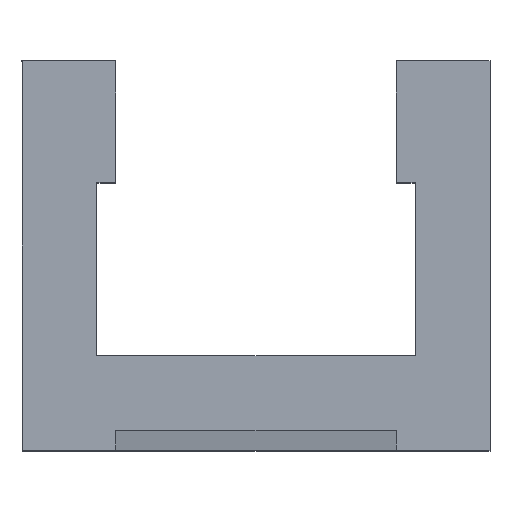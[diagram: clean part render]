
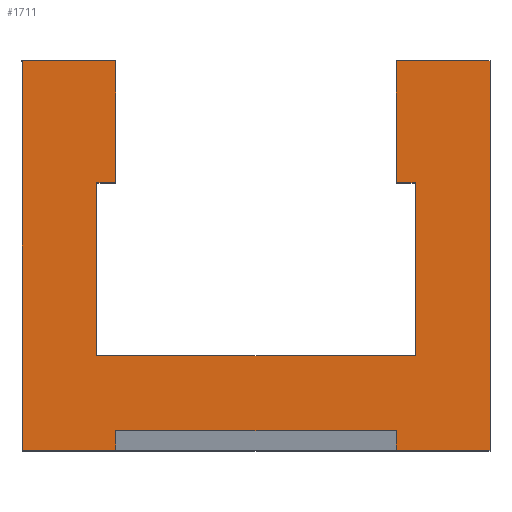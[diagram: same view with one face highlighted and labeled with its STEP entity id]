
A CAD part, top view. The second image highlights one B-rep face of the part: STEP entity #1711.
In plain terms, the highlighted planar face has unit normal (0, 0, 1).
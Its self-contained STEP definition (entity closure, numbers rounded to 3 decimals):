
#1681=AXIS2_PLACEMENT_3D('Plane Axis2P3D',#1678,#1679,#1680) ;
#292=CARTESIAN_POINT('Vertex',(49.079,-275.929,1434.491)) ;
#295=CARTESIAN_POINT('Line Origine',(66.079,-275.929,1434.491)) ;
#299=CARTESIAN_POINT('Vertex',(83.079,-275.929,1434.491)) ;
#880=CARTESIAN_POINT('Line Origine',(51.079,-250.929,1434.491)) ;
#884=CARTESIAN_POINT('Vertex',(51.079,-244.429,1434.491)) ;
#886=CARTESIAN_POINT('Vertex',(51.079,-257.429,1434.491)) ;
#915=CARTESIAN_POINT('Line Origine',(81.079,-250.929,1434.491)) ;
#919=CARTESIAN_POINT('Vertex',(81.079,-257.429,1434.491)) ;
#921=CARTESIAN_POINT('Vertex',(81.079,-244.429,1434.491)) ;
#954=CARTESIAN_POINT('Vertex',(83.079,-257.429,1434.491)) ;
#959=CARTESIAN_POINT('Line Origine',(82.079,-257.429,1434.491)) ;
#981=CARTESIAN_POINT('Line Origine',(83.079,-266.679,1434.491)) ;
#1004=CARTESIAN_POINT('Vertex',(49.079,-257.429,1434.491)) ;
#1007=CARTESIAN_POINT('Line Origine',(49.079,-266.679,1434.491)) ;
#1019=CARTESIAN_POINT('Line Origine',(50.079,-257.429,1434.491)) ;
#1049=CARTESIAN_POINT('Vertex',(51.079,-283.929,1434.491)) ;
#1052=CARTESIAN_POINT('Line Origine',(51.079,-284.979,1434.491)) ;
#1056=CARTESIAN_POINT('Vertex',(51.079,-286.029,1434.491)) ;
#1084=CARTESIAN_POINT('Vertex',(81.079,-286.029,1434.491)) ;
#1087=CARTESIAN_POINT('Line Origine',(81.079,-284.979,1434.491)) ;
#1091=CARTESIAN_POINT('Vertex',(81.079,-283.929,1434.491)) ;
#1122=CARTESIAN_POINT('Vertex',(41.079,-244.429,1434.491)) ;
#1125=CARTESIAN_POINT('Line Origine',(46.079,-244.429,1434.491)) ;
#1176=CARTESIAN_POINT('Vertex',(41.079,-286.029,1434.491)) ;
#1204=CARTESIAN_POINT('Vertex',(91.079,-286.029,1434.491)) ;
#1207=CARTESIAN_POINT('Line Origine',(86.079,-286.029,1434.491)) ;
#1217=CARTESIAN_POINT('Line Origine',(46.079,-286.029,1434.491)) ;
#1557=CARTESIAN_POINT('Line Origine',(66.079,-283.929,1434.491)) ;
#1616=CARTESIAN_POINT('Line Origine',(86.079,-244.429,1434.491)) ;
#1620=CARTESIAN_POINT('Vertex',(91.079,-244.429,1434.491)) ;
#1678=CARTESIAN_POINT('Axis2P3D Location',(66.079,-285.929,1434.491)) ;
#1683=CARTESIAN_POINT('Line Origine',(91.079,-265.229,1434.491)) ;
#1688=CARTESIAN_POINT('Line Origine',(41.079,-265.229,1434.491)) ;
#296=DIRECTION('Vector Direction',(-1.,0.,0.)) ;
#881=DIRECTION('Vector Direction',(0.,1.,0.)) ;
#916=DIRECTION('Vector Direction',(0.,-1.,0.)) ;
#960=DIRECTION('Vector Direction',(-1.,0.,0.)) ;
#982=DIRECTION('Vector Direction',(0.,-1.,0.)) ;
#1008=DIRECTION('Vector Direction',(0.,1.,0.)) ;
#1020=DIRECTION('Vector Direction',(-1.,0.,0.)) ;
#1053=DIRECTION('Vector Direction',(0.,1.,0.)) ;
#1088=DIRECTION('Vector Direction',(0.,-1.,0.)) ;
#1126=DIRECTION('Vector Direction',(1.,0.,0.)) ;
#1208=DIRECTION('Vector Direction',(-1.,0.,0.)) ;
#1218=DIRECTION('Vector Direction',(-1.,0.,0.)) ;
#1558=DIRECTION('Vector Direction',(1.,0.,0.)) ;
#1617=DIRECTION('Vector Direction',(1.,0.,0.)) ;
#1679=DIRECTION('Axis2P3D Direction',(0.,0.,-1.)) ;
#1680=DIRECTION('Axis2P3D XDirection',(0.,1.,0.)) ;
#1684=DIRECTION('Vector Direction',(0.,-1.,0.)) ;
#1689=DIRECTION('Vector Direction',(0.,1.,0.)) ;
#297=VECTOR('Line Direction',#296,1.) ;
#882=VECTOR('Line Direction',#881,1.) ;
#917=VECTOR('Line Direction',#916,1.) ;
#961=VECTOR('Line Direction',#960,1.) ;
#983=VECTOR('Line Direction',#982,1.) ;
#1009=VECTOR('Line Direction',#1008,1.) ;
#1021=VECTOR('Line Direction',#1020,1.) ;
#1054=VECTOR('Line Direction',#1053,1.) ;
#1089=VECTOR('Line Direction',#1088,1.) ;
#1127=VECTOR('Line Direction',#1126,1.) ;
#1209=VECTOR('Line Direction',#1208,1.) ;
#1219=VECTOR('Line Direction',#1218,1.) ;
#1559=VECTOR('Line Direction',#1558,1.) ;
#1618=VECTOR('Line Direction',#1617,1.) ;
#1685=VECTOR('Line Direction',#1684,1.) ;
#1690=VECTOR('Line Direction',#1689,1.) ;
#1694=ORIENTED_EDGE('',*,*,#1093,.T.) ;
#1695=ORIENTED_EDGE('',*,*,#1211,.F.) ;
#1696=ORIENTED_EDGE('',*,*,#1687,.F.) ;
#1697=ORIENTED_EDGE('',*,*,#1622,.F.) ;
#1698=ORIENTED_EDGE('',*,*,#923,.F.) ;
#1699=ORIENTED_EDGE('',*,*,#963,.F.) ;
#1700=ORIENTED_EDGE('',*,*,#985,.F.) ;
#1701=ORIENTED_EDGE('',*,*,#301,.F.) ;
#1702=ORIENTED_EDGE('',*,*,#1011,.F.) ;
#1703=ORIENTED_EDGE('',*,*,#1023,.F.) ;
#1704=ORIENTED_EDGE('',*,*,#888,.F.) ;
#1705=ORIENTED_EDGE('',*,*,#1129,.F.) ;
#1706=ORIENTED_EDGE('',*,*,#1692,.F.) ;
#1707=ORIENTED_EDGE('',*,*,#1221,.F.) ;
#1708=ORIENTED_EDGE('',*,*,#1058,.T.) ;
#1709=ORIENTED_EDGE('',*,*,#1561,.F.) ;
#1711=ADVANCED_FACE('PartBody',(#1710),#1682,.F.) ;
#301=EDGE_CURVE('',#293,#300,#298,.F.) ;
#888=EDGE_CURVE('',#885,#887,#883,.F.) ;
#923=EDGE_CURVE('',#920,#922,#918,.F.) ;
#963=EDGE_CURVE('',#955,#920,#962,.T.) ;
#985=EDGE_CURVE('',#300,#955,#984,.F.) ;
#1011=EDGE_CURVE('',#1005,#293,#1010,.F.) ;
#1023=EDGE_CURVE('',#887,#1005,#1022,.T.) ;
#1058=EDGE_CURVE('',#1057,#1050,#1055,.T.) ;
#1093=EDGE_CURVE('',#1092,#1085,#1090,.T.) ;
#1129=EDGE_CURVE('',#1123,#885,#1128,.T.) ;
#1211=EDGE_CURVE('',#1205,#1085,#1210,.T.) ;
#1221=EDGE_CURVE('',#1057,#1177,#1220,.T.) ;
#1561=EDGE_CURVE('',#1092,#1050,#1560,.F.) ;
#1622=EDGE_CURVE('',#922,#1621,#1619,.T.) ;
#1687=EDGE_CURVE('',#1621,#1205,#1686,.T.) ;
#1692=EDGE_CURVE('',#1177,#1123,#1691,.T.) ;
#1693=EDGE_LOOP('',(#1694,#1695,#1696,#1697,#1698,#1699,#1700,#1701,#1702,#1703,#1704,#1705,#1706,#1707,#1708,#1709)) ;
#1710=FACE_OUTER_BOUND('',#1693,.T.) ;
#298=LINE('Line',#295,#297) ;
#883=LINE('Line',#880,#882) ;
#918=LINE('Line',#915,#917) ;
#962=LINE('Line',#959,#961) ;
#984=LINE('Line',#981,#983) ;
#1010=LINE('Line',#1007,#1009) ;
#1022=LINE('Line',#1019,#1021) ;
#1055=LINE('Line',#1052,#1054) ;
#1090=LINE('Line',#1087,#1089) ;
#1128=LINE('Line',#1125,#1127) ;
#1210=LINE('Line',#1207,#1209) ;
#1220=LINE('Line',#1217,#1219) ;
#1560=LINE('Line',#1557,#1559) ;
#1619=LINE('Line',#1616,#1618) ;
#1686=LINE('Line',#1683,#1685) ;
#1691=LINE('Line',#1688,#1690) ;
#1682=PLANE('',#1681) ;
#293=VERTEX_POINT('',#292) ;
#300=VERTEX_POINT('',#299) ;
#885=VERTEX_POINT('',#884) ;
#887=VERTEX_POINT('',#886) ;
#920=VERTEX_POINT('',#919) ;
#922=VERTEX_POINT('',#921) ;
#955=VERTEX_POINT('',#954) ;
#1005=VERTEX_POINT('',#1004) ;
#1050=VERTEX_POINT('',#1049) ;
#1057=VERTEX_POINT('',#1056) ;
#1085=VERTEX_POINT('',#1084) ;
#1092=VERTEX_POINT('',#1091) ;
#1123=VERTEX_POINT('',#1122) ;
#1177=VERTEX_POINT('',#1176) ;
#1205=VERTEX_POINT('',#1204) ;
#1621=VERTEX_POINT('',#1620) ;
